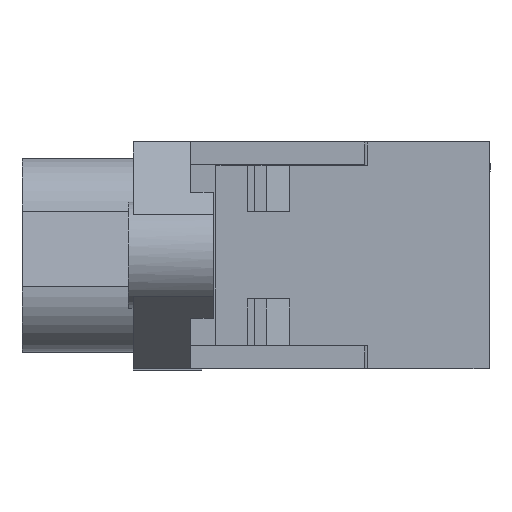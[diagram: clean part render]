
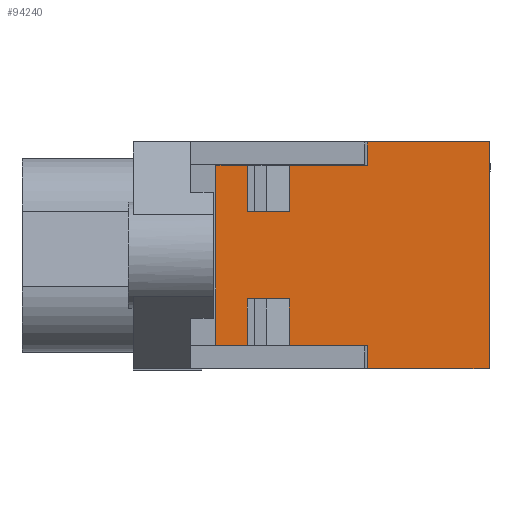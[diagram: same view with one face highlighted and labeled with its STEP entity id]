
A CAD part, left-side view. The second image highlights one B-rep face of the part: STEP entity #94240.
In plain terms, the highlighted planar face has unit normal (-1, 0, 0).
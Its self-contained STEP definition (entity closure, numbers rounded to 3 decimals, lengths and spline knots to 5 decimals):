
#2616=FACE_OUTER_BOUND('',#7421,.T.);
#7421=EDGE_LOOP('',(#60885,#60886,#60887,#60888,#60889,#60890,#60891,#60892,
#60893,#60894,#60895,#60896,#60897,#60898,#60899,#60900));
#16457=LINE('',#137154,#27213);
#16539=LINE('',#137375,#27295);
#16542=LINE('',#137382,#27298);
#16567=LINE('',#137429,#27323);
#16662=LINE('',#137666,#27418);
#16665=LINE('',#137671,#27421);
#16666=LINE('',#137674,#27422);
#16670=LINE('',#137681,#27426);
#16673=LINE('',#137686,#27429);
#16677=LINE('',#137695,#27433);
#16681=LINE('',#137702,#27437);
#16684=LINE('',#137708,#27440);
#16690=LINE('',#137720,#27446);
#16691=LINE('',#137722,#27447);
#16692=LINE('',#137724,#27448);
#16693=LINE('',#137725,#27449);
#27213=VECTOR('',#110318,0.3937);
#27295=VECTOR('',#110430,0.3937);
#27298=VECTOR('',#110435,0.3937);
#27323=VECTOR('',#110468,0.3937);
#27418=VECTOR('',#110687,0.3937);
#27421=VECTOR('',#110692,0.3937);
#27422=VECTOR('',#110695,0.3937);
#27426=VECTOR('',#110703,0.3937);
#27429=VECTOR('',#110710,0.3937);
#27433=VECTOR('',#110722,0.3937);
#27437=VECTOR('',#110730,0.3937);
#27440=VECTOR('',#110737,0.3937);
#27446=VECTOR('',#110751,0.3937);
#27447=VECTOR('',#110752,0.3937);
#27448=VECTOR('',#110753,0.3937);
#27449=VECTOR('',#110754,0.3937);
#37945=VERTEX_POINT('',#137151);
#37946=VERTEX_POINT('',#137153);
#38029=VERTEX_POINT('',#137372);
#38030=VERTEX_POINT('',#137374);
#38032=VERTEX_POINT('',#137380);
#38033=VERTEX_POINT('',#137381);
#38130=VERTEX_POINT('',#137663);
#38131=VERTEX_POINT('',#137665);
#38132=VERTEX_POINT('',#137669);
#38133=VERTEX_POINT('',#137673);
#38134=VERTEX_POINT('',#137679);
#38135=VERTEX_POINT('',#137693);
#38136=VERTEX_POINT('',#137700);
#38137=VERTEX_POINT('',#137706);
#38140=VERTEX_POINT('',#137721);
#38141=VERTEX_POINT('',#137723);
#45998=EDGE_CURVE('',#37946,#37945,#16457,.T.);
#46088=EDGE_CURVE('',#38030,#38029,#16539,.T.);
#46091=EDGE_CURVE('',#38032,#38033,#16542,.T.);
#46116=EDGE_CURVE('',#38033,#37946,#16567,.T.);
#46235=EDGE_CURVE('',#38131,#38130,#16662,.T.);
#46238=EDGE_CURVE('',#38130,#38132,#16665,.T.);
#46239=EDGE_CURVE('',#38133,#38030,#16666,.T.);
#46243=EDGE_CURVE('',#38132,#38134,#16670,.T.);
#46246=EDGE_CURVE('',#38134,#38133,#16673,.T.);
#46250=EDGE_CURVE('',#37945,#38135,#16677,.T.);
#46254=EDGE_CURVE('',#38135,#38136,#16681,.T.);
#46257=EDGE_CURVE('',#38136,#38137,#16684,.T.);
#46263=EDGE_CURVE('',#38032,#38029,#16690,.T.);
#46264=EDGE_CURVE('',#38140,#38137,#16691,.T.);
#46265=EDGE_CURVE('',#38141,#38140,#16692,.T.);
#46266=EDGE_CURVE('',#38141,#38131,#16693,.T.);
#60885=ORIENTED_EDGE('',*,*,#46088,.T.);
#60886=ORIENTED_EDGE('',*,*,#46263,.F.);
#60887=ORIENTED_EDGE('',*,*,#46091,.T.);
#60888=ORIENTED_EDGE('',*,*,#46116,.T.);
#60889=ORIENTED_EDGE('',*,*,#45998,.T.);
#60890=ORIENTED_EDGE('',*,*,#46250,.T.);
#60891=ORIENTED_EDGE('',*,*,#46254,.T.);
#60892=ORIENTED_EDGE('',*,*,#46257,.T.);
#60893=ORIENTED_EDGE('',*,*,#46264,.F.);
#60894=ORIENTED_EDGE('',*,*,#46265,.F.);
#60895=ORIENTED_EDGE('',*,*,#46266,.T.);
#60896=ORIENTED_EDGE('',*,*,#46235,.T.);
#60897=ORIENTED_EDGE('',*,*,#46238,.T.);
#60898=ORIENTED_EDGE('',*,*,#46243,.T.);
#60899=ORIENTED_EDGE('',*,*,#46246,.T.);
#60900=ORIENTED_EDGE('',*,*,#46239,.T.);
#85868=PLANE('',#99618);
#94240=ADVANCED_FACE('',(#2616),#85868,.T.);
#99618=AXIS2_PLACEMENT_3D('',#137719,#110749,#110750);
#110318=DIRECTION('',(0.,-1.,0.));
#110430=DIRECTION('',(0.,1.,0.));
#110435=DIRECTION('',(0.,-1.,0.));
#110468=DIRECTION('',(0.,0.,1.));
#110687=DIRECTION('',(0.,0.,-1.));
#110692=DIRECTION('',(0.,1.,0.));
#110695=DIRECTION('',(0.,0.,1.));
#110703=DIRECTION('',(0.,0.,-1.));
#110710=DIRECTION('',(0.,1.,0.));
#110722=DIRECTION('',(0.,0.,-1.));
#110730=DIRECTION('',(0.,-1.,0.));
#110737=DIRECTION('',(0.,0.,-1.));
#110749=DIRECTION('center_axis',(-1.,0.,0.));
#110750=DIRECTION('ref_axis',(0.,0.,
1.));
#110751=DIRECTION('',(0.,0.,1.));
#110752=DIRECTION('',(0.,1.,0.));
#110753=DIRECTION('',(0.,0.,-1.));
#110754=DIRECTION('',(0.,1.,0.));
#137151=CARTESIAN_POINT('',(-0.9851,-0.08568,-0.09502));
#137153=CARTESIAN_POINT('',(-0.9851,0.00632,-0.09502));
#137154=CARTESIAN_POINT('',(-0.9851,-0.30318,-0.09502));
#137372=CARTESIAN_POINT('',(-0.9851,0.07432,0.19598));
#137374=CARTESIAN_POINT('',(-0.9851,0.00632,0.19598));
#137375=CARTESIAN_POINT('',(-0.9851,-0.22318,0.19598));
#137380=CARTESIAN_POINT('',(-0.9851,0.07432,-0.19602));
#137381=CARTESIAN_POINT('',(-0.9851,0.00632,-0.19602));
#137382=CARTESIAN_POINT('',(-0.9851,-0.25718,-0.19602));
#137429=CARTESIAN_POINT('',(-0.9851,0.00632,-0.17102));
#137663=CARTESIAN_POINT('',(-0.9851,-0.25568,0.19598));
#137665=CARTESIAN_POINT('',(-0.9851,-0.25568,0.24698));
#137666=CARTESIAN_POINT('',(-0.9851,-0.25568,-0.02552));
#137669=CARTESIAN_POINT('',(-0.9851,-0.08568,0.19598));
#137671=CARTESIAN_POINT('',(-0.9851,-0.30318,0.19598));
#137673=CARTESIAN_POINT('',(-0.9851,0.00632,0.09498));
#137674=CARTESIAN_POINT('',(-0.9851,0.00632,-0.00002));
#137679=CARTESIAN_POINT('',(-0.9851,-0.08568,0.09498));
#137681=CARTESIAN_POINT('',(-0.9851,-0.08568,-0.07602));
#137686=CARTESIAN_POINT('',(-0.9851,-0.25718,0.09498));
#137693=CARTESIAN_POINT('',(-0.9851,-0.08568,-0.19602));
#137695=CARTESIAN_POINT('',(-0.9851,-0.08568,-0.22152));
#137700=CARTESIAN_POINT('',(-0.9851,-0.25568,-0.19602));
#137702=CARTESIAN_POINT('',(-0.9851,-0.38818,-0.19602));
#137706=CARTESIAN_POINT('',(-0.9851,-0.25568,-0.24702));
#137708=CARTESIAN_POINT('',(-0.9851,-0.25568,-0.24702));
#137719=CARTESIAN_POINT('Origin',(-0.9851,-0.52068,
-0.24702));
#137720=CARTESIAN_POINT('',(-0.9851,0.07432,-0.24702));
#137721=CARTESIAN_POINT('',(-0.9851,-0.52068,-0.24702));
#137722=CARTESIAN_POINT('',(-0.9851,-0.52068,-0.24702));
#137723=CARTESIAN_POINT('',(-0.9851,-0.52068,0.24698));
#137724=CARTESIAN_POINT('',(-0.9851,-0.52068,0.24698));
#137725=CARTESIAN_POINT('',(-0.9851,-0.52068,0.24698));
